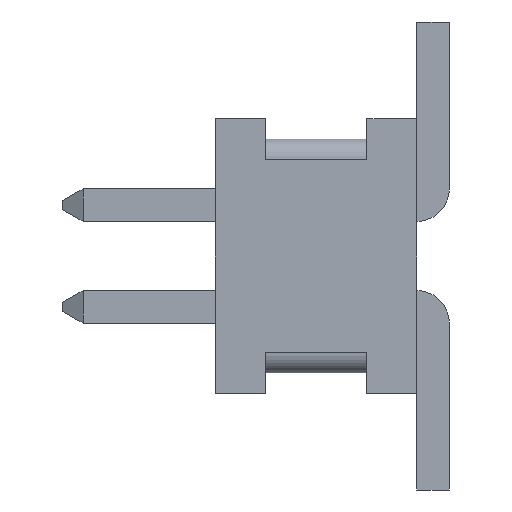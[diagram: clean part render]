
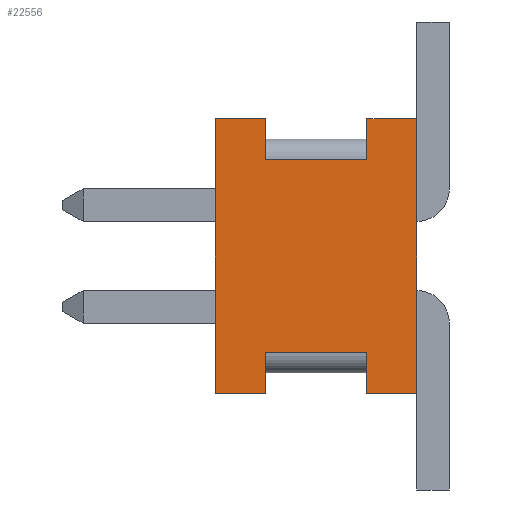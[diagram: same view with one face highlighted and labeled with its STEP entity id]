
A CAD part, left-side view. The second image highlights one B-rep face of the part: STEP entity #22556.
In plain terms, the highlighted planar face has unit normal (-1, 0, 0).
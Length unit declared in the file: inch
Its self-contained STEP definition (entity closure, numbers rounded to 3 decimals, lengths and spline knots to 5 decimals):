
#1004 = CARTESIAN_POINT ( 'NONE',  ( -0.25, 0.099, -0.0675 ) ) ;
#1661 = VECTOR ( 'NONE', #9049, 39.37008 ) ;
#1827 = DIRECTION ( 'NONE',  ( 0., 0., 1. ) ) ;
#2443 = VERTEX_POINT ( 'NONE', #4029 ) ;
#2549 = CARTESIAN_POINT ( 'NONE',  ( -0.25, 0.0745, -0.0675 ) ) ;
#2581 = EDGE_CURVE ( 'NONE', #19080, #22395, #20101, .T. ) ;
#3135 = LINE ( 'NONE', #22312, #20799 ) ;
#3193 = VERTEX_POINT ( 'NONE', #23887 ) ;
#3267 = EDGE_CURVE ( 'NONE', #3193, #19080, #22927, .T. ) ;
#3548 = LINE ( 'NONE', #17735, #20313 ) ;
#3754 = EDGE_CURVE ( 'NONE', #2443, #3193, #22091, .T. ) ;
#3926 = LINE ( 'NONE', #7377, #7491 ) ;
#4029 = CARTESIAN_POINT ( 'NONE',  ( -0.25, 0.0745, -0.0475 ) ) ;
#4131 = ORIENTED_EDGE ( 'NONE', *, *, #4141, .T. ) ;
#4141 = EDGE_CURVE ( 'NONE', #12448, #8554, #5590, .T. ) ;
#4579 = DIRECTION ( 'NONE',  ( 0., -1., 0. ) ) ;
#5054 = VECTOR ( 'NONE', #7075, 39.37008 ) ;
#5121 = CARTESIAN_POINT ( 'NONE',  ( -0.25, 0.0245, -0.0675 ) ) ;
#5273 = CARTESIAN_POINT ( 'NONE',  ( -0.25, 0.099, -0.0675 ) ) ;
#5277 = VERTEX_POINT ( 'NONE', #15956 ) ;
#5359 = EDGE_CURVE ( 'NONE', #23482, #12448, #21626, .T. ) ;
#5395 = EDGE_CURVE ( 'NONE', #8554, #6745, #3135, .T. ) ;
#5590 = LINE ( 'NONE', #7295, #8559 ) ;
#6048 = CARTESIAN_POINT ( 'NONE',  ( -0.25, 0., 0.0675 ) ) ;
#6742 = CARTESIAN_POINT ( 'NONE',  ( -0.25, 0.0245, -0.0675 ) ) ;
#6745 = VERTEX_POINT ( 'NONE', #9484 ) ;
#6825 = CARTESIAN_POINT ( 'NONE',  ( -0.25, 0.0245, 0.0675 ) ) ;
#6894 = CARTESIAN_POINT ( 'NONE',  ( -0.25, 0.0245, 0.0675 ) ) ;
#6966 = CARTESIAN_POINT ( 'NONE',  ( -0.25, 0., -0.0675 ) ) ;
#7075 = DIRECTION ( 'NONE',  ( 0., 0., -1. ) ) ;
#7111 = CARTESIAN_POINT ( 'NONE',  ( -0.25, 0.099, 0.0675 ) ) ;
#7295 = CARTESIAN_POINT ( 'NONE',  ( -0.25, 0.099, 0.0475 ) ) ;
#7370 = DIRECTION ( 'NONE',  ( 0., 0., -1. ) ) ;
#7377 = CARTESIAN_POINT ( 'NONE',  ( -0.25, 0.0745, -0.0675 ) ) ;
#7491 = VECTOR ( 'NONE', #1827, 39.37008 ) ;
#7824 = CARTESIAN_POINT ( 'NONE',  ( -0.25, 0.0245, 0.0475 ) ) ;
#8044 = DIRECTION ( 'NONE',  ( 0., 0., 1. ) ) ;
#8099 = DIRECTION ( 'NONE',  ( 0., -1., 0. ) ) ;
#8530 = AXIS2_PLACEMENT_3D ( 'NONE', #7111, #11292, #7370 ) ;
#8554 = VERTEX_POINT ( 'NONE', #17275 ) ;
#8559 = VECTOR ( 'NONE', #14769, 39.37008 ) ;
#8656 = LINE ( 'NONE', #23066, #20748 ) ;
#8785 = EDGE_CURVE ( 'NONE', #17413, #22166, #14900, .T. ) ;
#9049 = DIRECTION ( 'NONE',  ( 0., 0., -1. ) ) ;
#9456 = ORIENTED_EDGE ( 'NONE', *, *, #2581, .T. ) ;
#9484 = CARTESIAN_POINT ( 'NONE',  ( -0.25, 0.0745, 0.0675 ) ) ;
#9892 = VECTOR ( 'NONE', #14817, 39.37008 ) ;
#9960 = ORIENTED_EDGE ( 'NONE', *, *, #3267, .T. ) ;
#10131 = ORIENTED_EDGE ( 'NONE', *, *, #10463, .T. ) ;
#10237 = CARTESIAN_POINT ( 'NONE',  ( -0.25, 0.099, -0.0475 ) ) ;
#10463 = EDGE_CURVE ( 'NONE', #22395, #12365, #10465, .T. ) ;
#10465 = LINE ( 'NONE', #6048, #23664 ) ;
#11292 = DIRECTION ( 'NONE',  ( 1., 0., 0. ) ) ;
#11638 = DIRECTION ( 'NONE',  ( 0., 0., 1. ) ) ;
#11746 = CARTESIAN_POINT ( 'NONE',  ( -0.25, 0., 0.0675 ) ) ;
#11989 = FACE_OUTER_BOUND ( 'NONE', #21608, .T. ) ;
#12365 = VERTEX_POINT ( 'NONE', #11746 ) ;
#12448 = VERTEX_POINT ( 'NONE', #7824 ) ;
#12506 = EDGE_CURVE ( 'NONE', #5277, #6745, #3548, .T. ) ;
#12743 = ORIENTED_EDGE ( 'NONE', *, *, #3754, .T. ) ;
#13279 = ORIENTED_EDGE ( 'NONE', *, *, #12506, .F. ) ;
#13752 = ORIENTED_EDGE ( 'NONE', *, *, #5359, .T. ) ;
#13852 = CARTESIAN_POINT ( 'NONE',  ( -0.25, 0.099, 0.0675 ) ) ;
#13890 = DIRECTION ( 'NONE',  ( 0., -1., 0. ) ) ;
#14170 = DIRECTION ( 'NONE',  ( 0., -1., 0. ) ) ;
#14516 = EDGE_CURVE ( 'NONE', #22166, #2443, #3926, .T. ) ;
#14769 = DIRECTION ( 'NONE',  ( 0., 1., 0. ) ) ;
#14817 = DIRECTION ( 'NONE',  ( 0., -1., 0. ) ) ;
#14900 = LINE ( 'NONE', #5273, #9892 ) ;
#15841 = ORIENTED_EDGE ( 'NONE', *, *, #17227, .F. ) ;
#15956 = CARTESIAN_POINT ( 'NONE',  ( -0.25, 0.099, 0.0675 ) ) ;
#16377 = ORIENTED_EDGE ( 'NONE', *, *, #5395, .T. ) ;
#16522 = DIRECTION ( 'NONE',  ( 0., 0., 1. ) ) ;
#17150 = VECTOR ( 'NONE', #14170, 39.37008 ) ;
#17227 = EDGE_CURVE ( 'NONE', #17413, #5277, #8656, .T. ) ;
#17275 = CARTESIAN_POINT ( 'NONE',  ( -0.25, 0.0745, 0.0475 ) ) ;
#17413 = VERTEX_POINT ( 'NONE', #21768 ) ;
#17735 = CARTESIAN_POINT ( 'NONE',  ( -0.25, 0.099, 0.0675 ) ) ;
#19080 = VERTEX_POINT ( 'NONE', #5121 ) ;
#19746 = VECTOR ( 'NONE', #4579, 39.37008 ) ;
#19800 = ORIENTED_EDGE ( 'NONE', *, *, #14516, .T. ) ;
#20101 = LINE ( 'NONE', #1004, #17150 ) ;
#20313 = VECTOR ( 'NONE', #13890, 39.37008 ) ;
#20748 = VECTOR ( 'NONE', #11638, 39.37008 ) ;
#20799 = VECTOR ( 'NONE', #16522, 39.37008 ) ;
#21105 = VECTOR ( 'NONE', #8099, 39.37008 ) ;
#21587 = EDGE_CURVE ( 'NONE', #23482, #12365, #24040, .T. ) ;
#21608 = EDGE_LOOP ( 'NONE', ( #4131, #16377, #13279, #15841, #23274, #19800, #12743, #9960, #9456, #10131, #22443, #13752 ) ) ;
#21626 = LINE ( 'NONE', #6825, #1661 ) ;
#21768 = CARTESIAN_POINT ( 'NONE',  ( -0.25, 0.099, -0.0675 ) ) ;
#22091 = LINE ( 'NONE', #10237, #19746 ) ;
#22166 = VERTEX_POINT ( 'NONE', #2549 ) ;
#22312 = CARTESIAN_POINT ( 'NONE',  ( -0.25, 0.0745, 0.0675 ) ) ;
#22395 = VERTEX_POINT ( 'NONE', #6966 ) ;
#22443 = ORIENTED_EDGE ( 'NONE', *, *, #21587, .F. ) ;
#22556 = ADVANCED_FACE ( 'NONE', ( #11989 ), #23749, .F. ) ;
#22927 = LINE ( 'NONE', #6742, #5054 ) ;
#23066 = CARTESIAN_POINT ( 'NONE',  ( -0.25, 0.099, 0.0675 ) ) ;
#23274 = ORIENTED_EDGE ( 'NONE', *, *, #8785, .T. ) ;
#23482 = VERTEX_POINT ( 'NONE', #6894 ) ;
#23664 = VECTOR ( 'NONE', #8044, 39.37008 ) ;
#23749 = PLANE ( 'NONE',  #8530 ) ;
#23887 = CARTESIAN_POINT ( 'NONE',  ( -0.25, 0.0245, -0.0475 ) ) ;
#24040 = LINE ( 'NONE', #13852, #21105 ) ;
